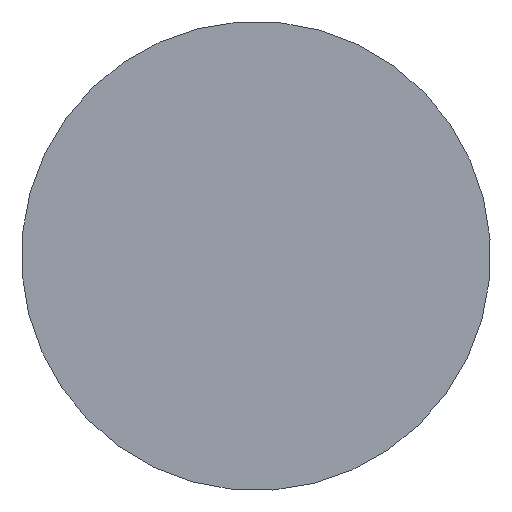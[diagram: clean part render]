
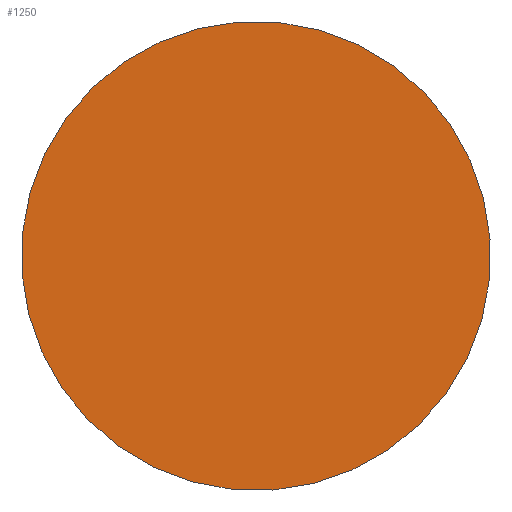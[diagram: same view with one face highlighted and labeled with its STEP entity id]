
A CAD part, front view. The second image highlights one B-rep face of the part: STEP entity #1250.
In plain terms, the highlighted planar face has unit normal (0, -1, 0).
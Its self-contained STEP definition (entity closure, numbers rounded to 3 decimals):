
#144=CIRCLE('',#1406,127.5);
#145=CIRCLE('',#1407,127.5);
#237=FACE_OUTER_BOUND('',#323,.T.);
#323=EDGE_LOOP('',(#1020,#1021));
#547=VERTEX_POINT('',#6873);
#548=VERTEX_POINT('',#6874);
#712=EDGE_CURVE('',#547,#548,#144,.T.);
#713=EDGE_CURVE('',#548,#547,#145,.T.);
#1020=ORIENTED_EDGE('',*,*,#712,.T.);
#1021=ORIENTED_EDGE('',*,*,#713,.T.);
#1119=PLANE('',#1405);
#1250=ADVANCED_FACE('',(#237),#1119,.T.);
#1405=AXIS2_PLACEMENT_3D('',#6872,#1719,#1720);
#1406=AXIS2_PLACEMENT_3D('',#6875,#1721,#1722);
#1407=AXIS2_PLACEMENT_3D('',#6876,#1723,#1724);
#1719=DIRECTION('center_axis',(0.,-1.,0.));
#1720=DIRECTION('ref_axis',(0.102,0.,0.995));
#1721=DIRECTION('center_axis',(0.,-1.,0.));
#1722=DIRECTION('ref_axis',(-0.995,0.,0.102));
#1723=DIRECTION('center_axis',(0.,-1.,0.));
#1724=DIRECTION('ref_axis',(-0.995,0.,0.102));
#6872=CARTESIAN_POINT('Origin',(-0.497,0.,
0.051));
#6873=CARTESIAN_POINT('',(-126.833,0.,13.02));
#6874=CARTESIAN_POINT('',(-13.02,0.,-126.833));
#6875=CARTESIAN_POINT('Origin',(0.,0.,0.));
#6876=CARTESIAN_POINT('Origin',(0.,0.,0.));
